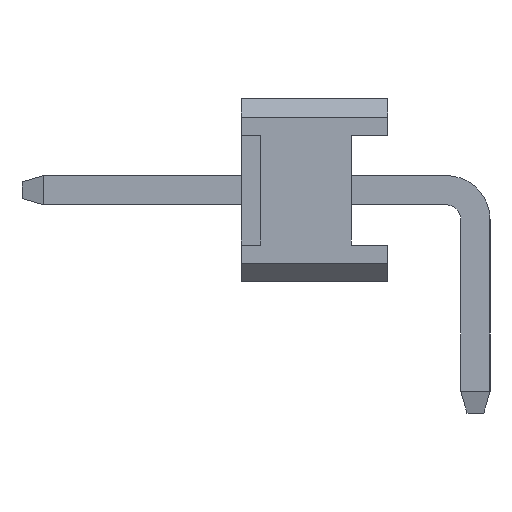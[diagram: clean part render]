
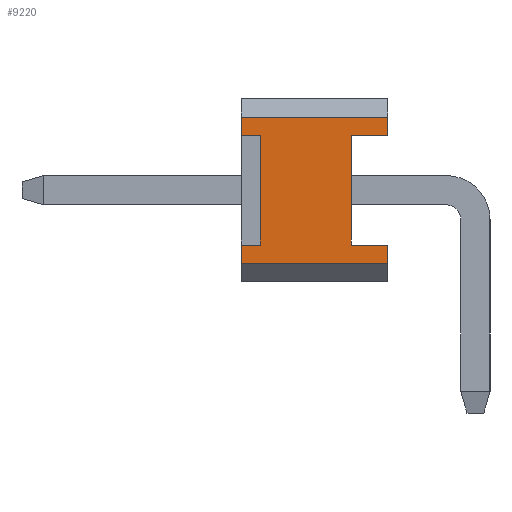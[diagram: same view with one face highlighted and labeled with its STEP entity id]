
A CAD part, left-side view. The second image highlights one B-rep face of the part: STEP entity #9220.
In plain terms, the highlighted planar face has unit normal (-1, 0, 0).
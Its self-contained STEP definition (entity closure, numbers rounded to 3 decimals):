
#5252=CARTESIAN_POINT('',(-0.635,0.,-1.));
#5253=VERTEX_POINT('',#5252);
#5260=CARTESIAN_POINT('',(-0.635,0.,-0.75));
#5261=VERTEX_POINT('',#5260);
#5262=CARTESIAN_POINT('',(-0.635,0.,-1.));
#5263=DIRECTION('',(0.,0.,1.));
#5264=VECTOR('',#5263,0.25);
#5265=LINE('',#5262,#5264);
#5266=EDGE_CURVE('',#5253,#5261,#5265,.T.);
#5284=CARTESIAN_POINT('',(-0.635,0.,0.75));
#5285=VERTEX_POINT('',#5284);
#5292=CARTESIAN_POINT('',(-0.635,0.,1.));
#5293=VERTEX_POINT('',#5292);
#5294=CARTESIAN_POINT('',(-0.635,0.,0.75));
#5295=DIRECTION('',(0.,0.,1.));
#5296=VECTOR('',#5295,0.25);
#5297=LINE('',#5294,#5296);
#5298=EDGE_CURVE('',#5285,#5293,#5297,.T.);
#6309=CARTESIAN_POINT('',(-0.635,-1.5,0.75));
#6310=VERTEX_POINT('',#6309);
#6311=CARTESIAN_POINT('',(-0.635,-1.5,-0.75));
#6312=VERTEX_POINT('',#6311);
#6313=CARTESIAN_POINT('',(-0.635,-1.5,0.75));
#6314=DIRECTION('',(0.,0.,-1.));
#6315=VECTOR('',#6314,1.5);
#6316=LINE('',#6313,#6315);
#6317=EDGE_CURVE('',#6310,#6312,#6316,.T.);
#8072=CARTESIAN_POINT('',(-0.635,-2.,0.75));
#8073=VERTEX_POINT('',#8072);
#8074=CARTESIAN_POINT('',(-0.635,-2.,0.75));
#8075=DIRECTION('',(0.,1.,0.));
#8076=VECTOR('',#8075,0.5);
#8077=LINE('',#8074,#8076);
#8078=EDGE_CURVE('',#8073,#6310,#8077,.T.);
#8103=CARTESIAN_POINT('',(-0.635,-2.,-0.75));
#8104=VERTEX_POINT('',#8103);
#8105=CARTESIAN_POINT('',(-0.635,-2.,-1.));
#8106=VERTEX_POINT('',#8105);
#8107=CARTESIAN_POINT('',(-0.635,-2.,-0.75));
#8108=DIRECTION('',(0.,0.,-1.));
#8109=VECTOR('',#8108,0.25);
#8110=LINE('',#8107,#8109);
#8111=EDGE_CURVE('',#8104,#8106,#8110,.T.);
#8615=CARTESIAN_POINT('',(-0.635,-2.,1.));
#8616=VERTEX_POINT('',#8615);
#8623=CARTESIAN_POINT('',(-0.635,-2.,1.));
#8624=DIRECTION('',(0.,0.,-1.));
#8625=VECTOR('',#8624,0.25);
#8626=LINE('',#8623,#8625);
#8627=EDGE_CURVE('',#8616,#8073,#8626,.T.);
#8638=CARTESIAN_POINT('',(-0.635,-1.5,-0.75));
#8639=DIRECTION('',(0.,-1.,0.));
#8640=VECTOR('',#8639,0.5);
#8641=LINE('',#8638,#8640);
#8642=EDGE_CURVE('',#6312,#8104,#8641,.T.);
#8740=CARTESIAN_POINT('',(-0.635,-0.26,0.75));
#8741=VERTEX_POINT('',#8740);
#8758=CARTESIAN_POINT('',(-0.635,-0.26,-0.75));
#8759=VERTEX_POINT('',#8758);
#8766=CARTESIAN_POINT('',(-0.635,-0.26,-0.75));
#8767=DIRECTION('',(0.,0.,1.));
#8768=VECTOR('',#8767,1.5);
#8769=LINE('',#8766,#8768);
#8770=EDGE_CURVE('',#8759,#8741,#8769,.T.);
#9181=CARTESIAN_POINT('',(-0.635,0.,-1.));
#9182=DIRECTION('',(0.,0.,1.));
#9183=DIRECTION('',(-1.,0.,0.));
#9184=AXIS2_PLACEMENT_3D('',#9181,#9183,#9182);
#9185=PLANE('',#9184);
#9186=CARTESIAN_POINT('',(-0.635,-0.26,-0.75));
#9187=DIRECTION('',(0.,1.,0.));
#9188=VECTOR('',#9187,0.26);
#9189=LINE('',#9186,#9188);
#9190=EDGE_CURVE('',#8759,#5261,#9189,.T.);
#9191=ORIENTED_EDGE('',*,*,#9190,.T.);
#9192=ORIENTED_EDGE('',*,*,#5266,.F.);
#9193=CARTESIAN_POINT('',(-0.635,0.,-1.));
#9194=DIRECTION('',(0.,-1.,0.));
#9195=VECTOR('',#9194,2.);
#9196=LINE('',#9193,#9195);
#9197=EDGE_CURVE('',#5253,#8106,#9196,.T.);
#9198=ORIENTED_EDGE('',*,*,#9197,.T.);
#9199=ORIENTED_EDGE('',*,*,#8111,.F.);
#9200=ORIENTED_EDGE('',*,*,#8642,.F.);
#9201=ORIENTED_EDGE('',*,*,#6317,.F.);
#9202=ORIENTED_EDGE('',*,*,#8078,.F.);
#9203=ORIENTED_EDGE('',*,*,#8627,.F.);
#9204=CARTESIAN_POINT('',(-0.635,-2.,1.));
#9205=DIRECTION('',(0.,1.,0.));
#9206=VECTOR('',#9205,2.);
#9207=LINE('',#9204,#9206);
#9208=EDGE_CURVE('',#8616,#5293,#9207,.T.);
#9209=ORIENTED_EDGE('',*,*,#9208,.T.);
#9210=ORIENTED_EDGE('',*,*,#5298,.F.);
#9211=CARTESIAN_POINT('',(-0.635,0.,0.75));
#9212=DIRECTION('',(0.,-1.,0.));
#9213=VECTOR('',#9212,0.26);
#9214=LINE('',#9211,#9213);
#9215=EDGE_CURVE('',#5285,#8741,#9214,.T.);
#9216=ORIENTED_EDGE('',*,*,#9215,.T.);
#9217=ORIENTED_EDGE('',*,*,#8770,.F.);
#9218=EDGE_LOOP('',(#9191,#9192,#9198,#9199,#9200,#9201,#9202,#9203,#9209,#9210,#9216,#9217));
#9219=FACE_OUTER_BOUND('',#9218,.T.);
#9220=ADVANCED_FACE('',(#9219),#9185,.T.);
